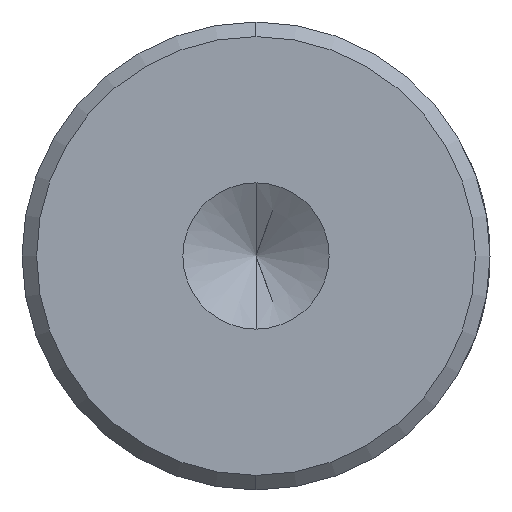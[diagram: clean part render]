
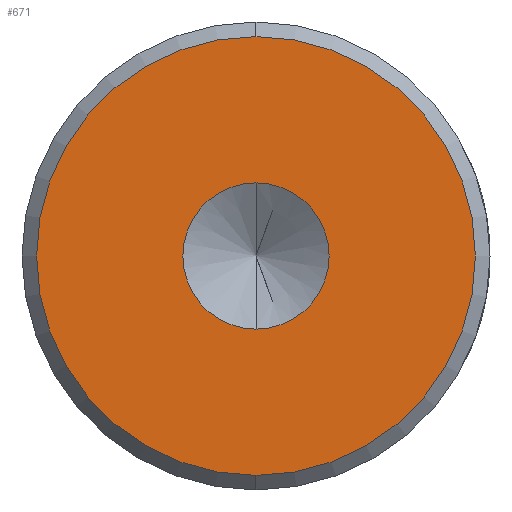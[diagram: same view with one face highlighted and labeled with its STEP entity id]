
A CAD part, left-side view. The second image highlights one B-rep face of the part: STEP entity #671.
In plain terms, the highlighted planar face has unit normal (-1, 0, 0).
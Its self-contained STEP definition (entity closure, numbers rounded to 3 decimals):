
#176 = FACE_BOUND ( 'NONE', #450, .T. ) ;
#188 = PLANE ( 'NONE',  #440 ) ;
#191 = CIRCLE ( 'NONE', #1106, 2.5 ) ;
#247 = CARTESIAN_POINT ( 'NONE',  ( 0., 0., 0. ) ) ;
#264 = VERTEX_POINT ( 'NONE', #1096 ) ;
#265 = ORIENTED_EDGE ( 'NONE', *, *, #297, .T. ) ;
#267 = VERTEX_POINT ( 'NONE', #1192 ) ;
#297 = EDGE_CURVE ( 'NONE', #267, #815, #1065, .T. ) ;
#299 = EDGE_CURVE ( 'NONE', #264, #690, #540, .T. ) ;
#365 = DIRECTION ( 'NONE',  ( 0., 0., 1. ) ) ;
#404 = CARTESIAN_POINT ( 'NONE',  ( 0., 0., 0. ) ) ;
#440 = AXIS2_PLACEMENT_3D ( 'NONE', #502, #606, #1290 ) ;
#450 = EDGE_LOOP ( 'NONE', ( #545, #753 ) ) ;
#464 = EDGE_LOOP ( 'NONE', ( #265, #779 ) ) ;
#489 = EDGE_CURVE ( 'NONE', #815, #267, #583, .T. ) ;
#501 = DIRECTION ( 'NONE',  ( 0., 0., 1. ) ) ;
#502 = CARTESIAN_POINT ( 'NONE',  ( 0., 0., 0. ) ) ;
#515 = DIRECTION ( 'NONE',  ( -1., 0., 0. ) ) ;
#540 = CIRCLE ( 'NONE', #888, 2.5 ) ;
#545 = ORIENTED_EDGE ( 'NONE', *, *, #299, .F. ) ;
#583 = CIRCLE ( 'NONE', #867, 7.501 ) ;
#606 = DIRECTION ( 'NONE',  ( -1., 0., 0. ) ) ;
#627 = CARTESIAN_POINT ( 'NONE',  ( 0., 0., 0. ) ) ;
#671 = ADVANCED_FACE ( 'NONE', ( #959, #176 ), #188, .T. ) ;
#682 = AXIS2_PLACEMENT_3D ( 'NONE', #404, #1101, #501 ) ;
#690 = VERTEX_POINT ( 'NONE', #1198 ) ;
#723 = DIRECTION ( 'NONE',  ( 0., 0., 1. ) ) ;
#753 = ORIENTED_EDGE ( 'NONE', *, *, #1049, .F. ) ;
#779 = ORIENTED_EDGE ( 'NONE', *, *, #489, .T. ) ;
#815 = VERTEX_POINT ( 'NONE', #900 ) ;
#867 = AXIS2_PLACEMENT_3D ( 'NONE', #247, #953, #365 ) ;
#888 = AXIS2_PLACEMENT_3D ( 'NONE', #1289, #515, #1205 ) ;
#900 = CARTESIAN_POINT ( 'NONE',  ( 0., 0., 7.501 ) ) ;
#953 = DIRECTION ( 'NONE',  ( -1., 0., 0. ) ) ;
#959 = FACE_OUTER_BOUND ( 'NONE', #464, .T. ) ;
#1049 = EDGE_CURVE ( 'NONE', #690, #264, #191, .T. ) ;
#1065 = CIRCLE ( 'NONE', #682, 7.501 ) ;
#1096 = CARTESIAN_POINT ( 'NONE',  ( 0., 0., 2.5 ) ) ;
#1101 = DIRECTION ( 'NONE',  ( -1., 0., 0. ) ) ;
#1106 = AXIS2_PLACEMENT_3D ( 'NONE', #627, #1318, #723 ) ;
#1192 = CARTESIAN_POINT ( 'NONE',  ( 0., 0., -7.501 ) ) ;
#1198 = CARTESIAN_POINT ( 'NONE',  ( 0., 0., -2.5 ) ) ;
#1205 = DIRECTION ( 'NONE',  ( 0., 0., 1. ) ) ;
#1289 = CARTESIAN_POINT ( 'NONE',  ( 0., 0., 0. ) ) ;
#1290 = DIRECTION ( 'NONE',  ( 0., 0., 1. ) ) ;
#1318 = DIRECTION ( 'NONE',  ( -1., 0., 0. ) ) ;
